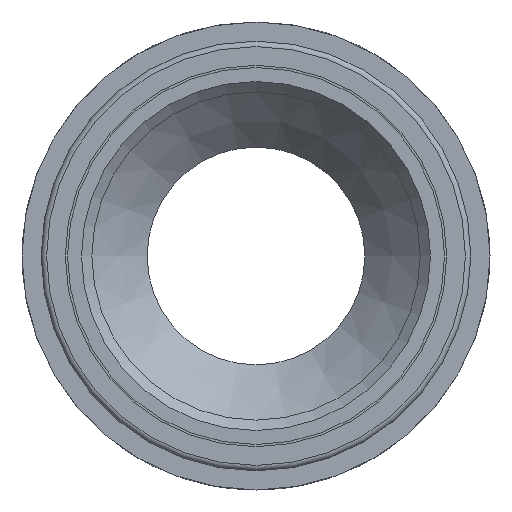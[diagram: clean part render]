
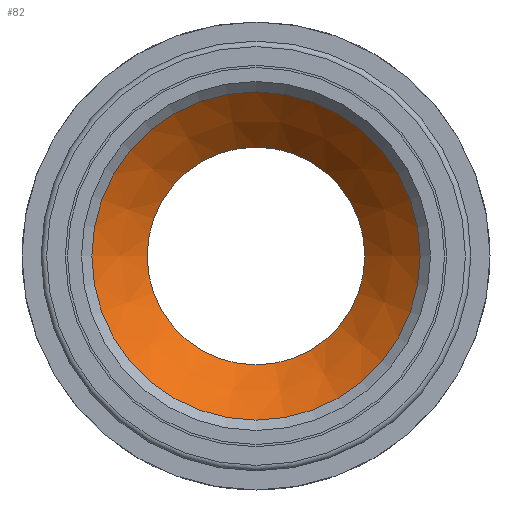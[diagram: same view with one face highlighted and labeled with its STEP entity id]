
A CAD part, left-side view. The second image highlights one B-rep face of the part: STEP entity #82.
In plain terms, the highlighted conical face has half-angle 45 degrees and reference radius 15.08 mm.
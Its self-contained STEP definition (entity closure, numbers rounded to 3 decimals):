
#82 = ADVANCED_FACE( '', ( #163, #164 ), #165, .F. );
#163 = FACE_BOUND( '', #329, .T. );
#164 = FACE_OUTER_BOUND( '', #330, .T. );
#165 = CONICAL_SURFACE( '', #331, 15.08, 0.785 );
#329 = EDGE_LOOP( '', ( #521 ) );
#330 = EDGE_LOOP( '', ( #522 ) );
#331 = AXIS2_PLACEMENT_3D( '', #523, #524, #525 );
#521 = ORIENTED_EDGE( '', *, *, #1011, .T. );
#522 = ORIENTED_EDGE( '', *, *, #1012, .F. );
#523 = CARTESIAN_POINT( '', ( -14.5, 0., 0. ) );
#524 = DIRECTION( '', ( -1., 0., 0. ) );
#525 = DIRECTION( '', ( 0., -1., 0. ) );
#1011 = EDGE_CURVE( '', #1179, #1179, #1180, .T. );
#1012 = EDGE_CURVE( '', #1181, #1181, #1182, .T. );
#1179 = VERTEX_POINT( '', #1464 );
#1180 = CIRCLE( '', #1465, 10. );
#1181 = VERTEX_POINT( '', #1466 );
#1182 = CIRCLE( '', #1467, 15.08 );
#1464 = CARTESIAN_POINT( '', ( -9.42, 10., 0. ) );
#1465 = AXIS2_PLACEMENT_3D( '', #1857, #1858, #1859 );
#1466 = CARTESIAN_POINT( '', ( -14.5, 15.08, 0. ) );
#1467 = AXIS2_PLACEMENT_3D( '', #1860, #1861, #1862 );
#1857 = CARTESIAN_POINT( '', ( -9.42, 0., 0. ) );
#1858 = DIRECTION( '', ( 1., 0., 0. ) );
#1859 = DIRECTION( '', ( 0., 1., 0. ) );
#1860 = CARTESIAN_POINT( '', ( -14.5, 0., 0. ) );
#1861 = DIRECTION( '', ( 1., 0., 0. ) );
#1862 = DIRECTION( '', ( 0., 1., 0. ) );
